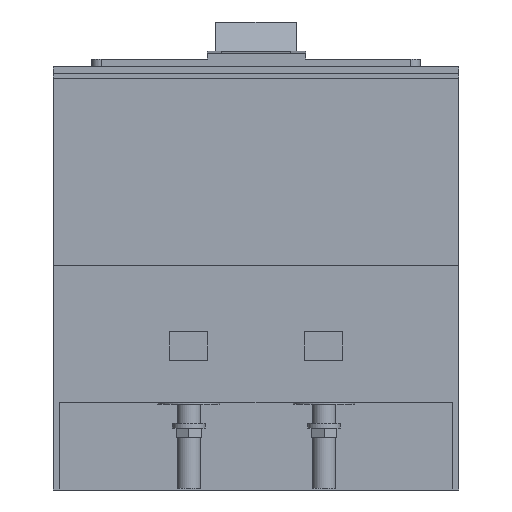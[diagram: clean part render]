
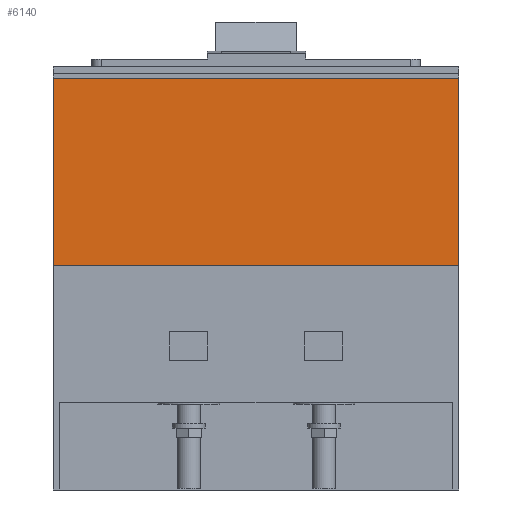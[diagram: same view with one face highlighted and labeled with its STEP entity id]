
A CAD part, front view. The second image highlights one B-rep face of the part: STEP entity #6140.
In plain terms, the highlighted planar face has unit normal (0, -1, 0).
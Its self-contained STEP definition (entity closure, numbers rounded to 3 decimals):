
#360=CARTESIAN_POINT('',(18.637,498.529,-10.));
#370=VERTEX_POINT('',#360);
#400=CARTESIAN_POINT('',(18.637,498.529,0.));
#410=DIRECTION('',(0.,0.,-1.));
#420=VECTOR('',#410,1.);
#430=LINE('',#400,#420);
#440=CARTESIAN_POINT('',(18.637,498.529,-107.));
#450=VERTEX_POINT('',#440);
#460=EDGE_CURVE('',#370,#450,#430,.T.);
#5450=CARTESIAN_POINT('',(228.637,498.529,-10.));
#5460=VERTEX_POINT('',#5450);
#5490=CARTESIAN_POINT('',(0.,498.529,-10.));
#5500=DIRECTION('',(-1.,0.,0.));
#5510=VECTOR('',#5500,1.);
#5520=LINE('',#5490,#5510);
#5530=EDGE_CURVE('',#5460,#370,#5520,.T.);
#5910=CARTESIAN_POINT('',(298.637,498.529,-107.));
#5920=DIRECTION('',(0.,1.,0.));
#5930=DIRECTION('',(0.,0.,-1.));
#5940=AXIS2_PLACEMENT_3D('',#5910,#5920,#5930);
#5950=PLANE('',#5940);
#5960=CARTESIAN_POINT('',(228.637,498.529,0.));
#5970=DIRECTION('',(0.,0.,1.));
#5980=VECTOR('',#5970,1.);
#5990=LINE('',#5960,#5980);
#6000=CARTESIAN_POINT('',(228.637,498.529,-107.));
#6010=VERTEX_POINT('',#6000);
#6020=EDGE_CURVE('',#6010,#5460,#5990,.T.);
#6030=ORIENTED_EDGE('',*,*,#6020,.T.);
#6040=CARTESIAN_POINT('',(0.,498.529,-107.));
#6050=DIRECTION('',(-1.,0.,0.));
#6060=VECTOR('',#6050,1.);
#6070=LINE('',#6040,#6060);
#6080=EDGE_CURVE('',#6010,#450,#6070,.T.);
#6090=ORIENTED_EDGE('',*,*,#6080,.F.);
#6100=ORIENTED_EDGE('',*,*,#460,.T.);
#6110=ORIENTED_EDGE('',*,*,#5530,.T.);
#6120=EDGE_LOOP('',(#6110,#6100,#6090,#6030));
#6130=FACE_OUTER_BOUND('',#6120,.T.);
#6140=ADVANCED_FACE('',(#6130),#5950,.F.);
